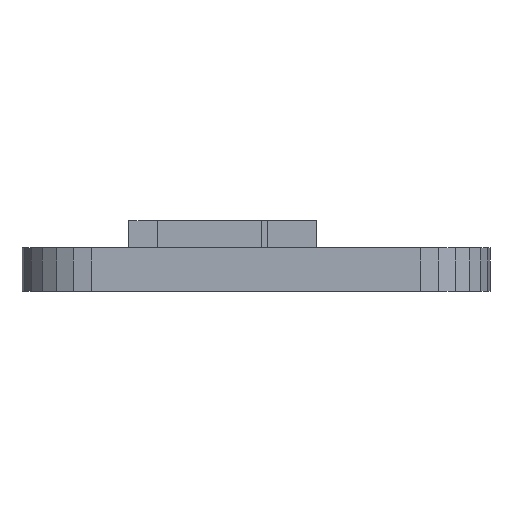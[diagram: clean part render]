
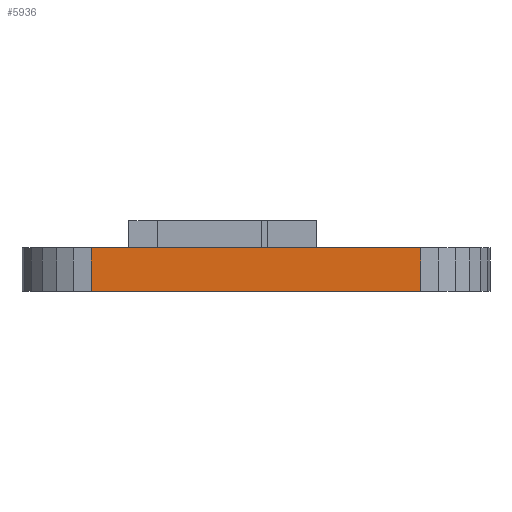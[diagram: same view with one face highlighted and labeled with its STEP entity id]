
A CAD part, left-side view. The second image highlights one B-rep face of the part: STEP entity #5936.
In plain terms, the highlighted planar face has unit normal (-1, 0, 0).
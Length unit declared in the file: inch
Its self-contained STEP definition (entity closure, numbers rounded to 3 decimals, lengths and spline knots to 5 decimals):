
#68 = VECTOR ( 'NONE', #345, 39.37008 ) ;
#151 = ORIENTED_EDGE ( 'NONE', *, *, #5080, .F. ) ;
#190 = CARTESIAN_POINT ( 'NONE',  ( 0., 0.57, 0.06299 ) ) ;
#304 = VERTEX_POINT ( 'NONE', #3360 ) ;
#345 = DIRECTION ( 'NONE',  ( 0., -1., 0. ) ) ;
#360 = LINE ( 'NONE', #4638, #3522 ) ;
#697 = EDGE_CURVE ( 'NONE', #1045, #3478, #4073, .T. ) ;
#1045 = VERTEX_POINT ( 'NONE', #4211 ) ;
#1333 = ORIENTED_EDGE ( 'NONE', *, *, #5240, .F. ) ;
#1694 = CARTESIAN_POINT ( 'NONE',  ( 0., 0.095, 0. ) ) ;
#1829 = CARTESIAN_POINT ( 'NONE',  ( 0., 0.095, 0.06299 ) ) ;
#2304 = DIRECTION ( 'NONE',  ( 0., 0., -1. ) ) ;
#2578 = EDGE_LOOP ( 'NONE', ( #4608, #151, #1333, #4421 ) ) ;
#2798 = PLANE ( 'NONE',  #5631 ) ;
#3072 = VERTEX_POINT ( 'NONE', #3523 ) ;
#3076 = DIRECTION ( 'NONE',  ( 0., 0., -1. ) ) ;
#3132 = VECTOR ( 'NONE', #4573, 39.37008 ) ;
#3360 = CARTESIAN_POINT ( 'NONE',  ( 0., 0.57, 0.06299 ) ) ;
#3478 = VERTEX_POINT ( 'NONE', #4364 ) ;
#3522 = VECTOR ( 'NONE', #2304, 39.37008 ) ;
#3523 = CARTESIAN_POINT ( 'NONE',  ( 0., 0.095, 0.06299 ) ) ;
#3683 = VECTOR ( 'NONE', #5284, 39.37008 ) ;
#3906 = CARTESIAN_POINT ( 'NONE',  ( 0., 0.095, 0.06299 ) ) ;
#3932 = DIRECTION ( 'NONE',  ( 1., 0., 0. ) ) ;
#4073 = LINE ( 'NONE', #1694, #68 ) ;
#4187 = EDGE_CURVE ( 'NONE', #304, #1045, #5847, .T. ) ;
#4211 = CARTESIAN_POINT ( 'NONE',  ( 0., 0.57, 0. ) ) ;
#4364 = CARTESIAN_POINT ( 'NONE',  ( 0., 0.095, 0. ) ) ;
#4421 = ORIENTED_EDGE ( 'NONE', *, *, #4187, .T. ) ;
#4573 = DIRECTION ( 'NONE',  ( 0., -1., 0. ) ) ;
#4608 = ORIENTED_EDGE ( 'NONE', *, *, #697, .T. ) ;
#4628 = LINE ( 'NONE', #1829, #3132 ) ;
#4638 = CARTESIAN_POINT ( 'NONE',  ( 0., 0.095, 0.06299 ) ) ;
#4768 = FACE_OUTER_BOUND ( 'NONE', #2578, .T. ) ;
#5080 = EDGE_CURVE ( 'NONE', #3072, #3478, #360, .T. ) ;
#5240 = EDGE_CURVE ( 'NONE', #304, #3072, #4628, .T. ) ;
#5284 = DIRECTION ( 'NONE',  ( 0., 0., -1. ) ) ;
#5631 = AXIS2_PLACEMENT_3D ( 'NONE', #3906, #3932, #3076 ) ;
#5847 = LINE ( 'NONE', #190, #3683 ) ;
#5936 = ADVANCED_FACE ( 'NONE', ( #4768 ), #2798, .F. ) ;
